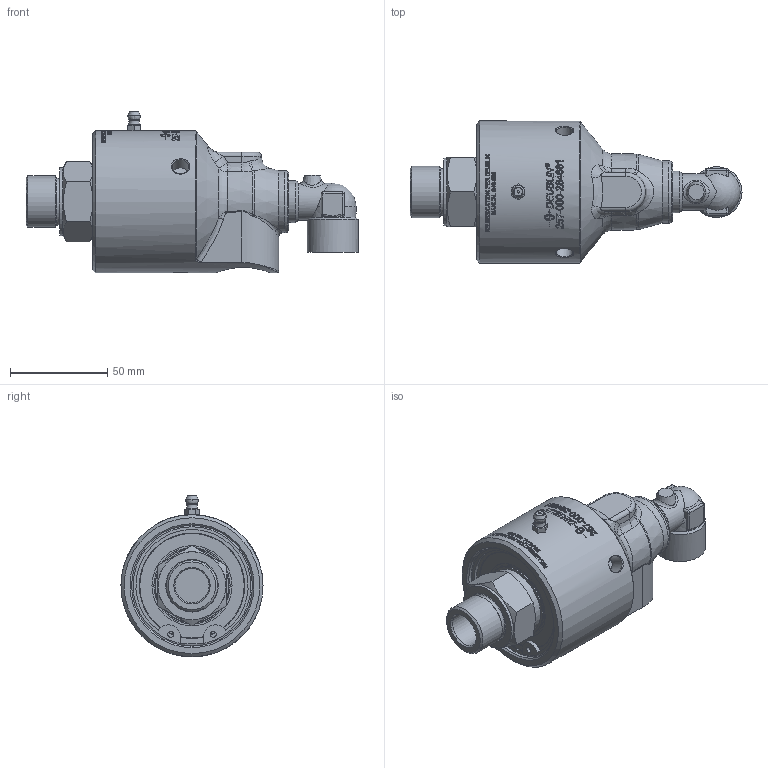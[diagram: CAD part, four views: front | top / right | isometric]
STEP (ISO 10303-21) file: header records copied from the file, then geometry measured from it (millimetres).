
FILE_DESCRIPTION(/* description */ (''),/* implementation_level */ '2;1');
FILE_NAME(/* name */ '257-000-284681-IC.stp',/* time_stamp */ '2021-03-11T07:58:38-06:00',/* author */ ('msvetlecich'),/* organization */ (''),/* preprocessor_version */ 'ST-DEVELOPER v18',/* originating_system */ 'Autodesk Inventor 2020',/* authorisation */ '');
FILE_SCHEMA (('AUTOMOTIVE_DESIGN { 1 0 10303 214 3 1 1 }'));
Products named in the file (1): 257-000-284681-IC
Bounding box: 170.58 x 73 x 82.99 mm (x, y, z)
Volume: 331340.9 mm3; surface area: 45326.9 mm2
Topology: 1 solids, 3 shells, 1072 faces, 2834 edges, 1868 vertices
Faces by surface type: bspline 486, plane 374, cylinder 151, cone 29, torus 17, sphere 15
Full cylindrical faces by diameter (mm): 3 x1, 3.12 x2, 8.6 x3, 13 x1, 17.475 x1, 17.5 x1, 19 x1, 22.631 x1, 26 x1, 26.441 x1, 27 x1, 27.83 x1, 32 x1, 34.9 x1, 35 x1, 41.2 x1, 53.7 x1, 54.1 x1, 62.05 x2, 66.9 x1, 73 x1
Entity records: 136949 total; most frequent: CARTESIAN_POINT 112175, ORIENTED_EDGE 5638, DIRECTION 4091, EDGE_CURVE 2819, VERTEX_POINT 1868, AXIS2_PLACEMENT_3D 1469, EDGE_LOOP 1193, LINE 1153
